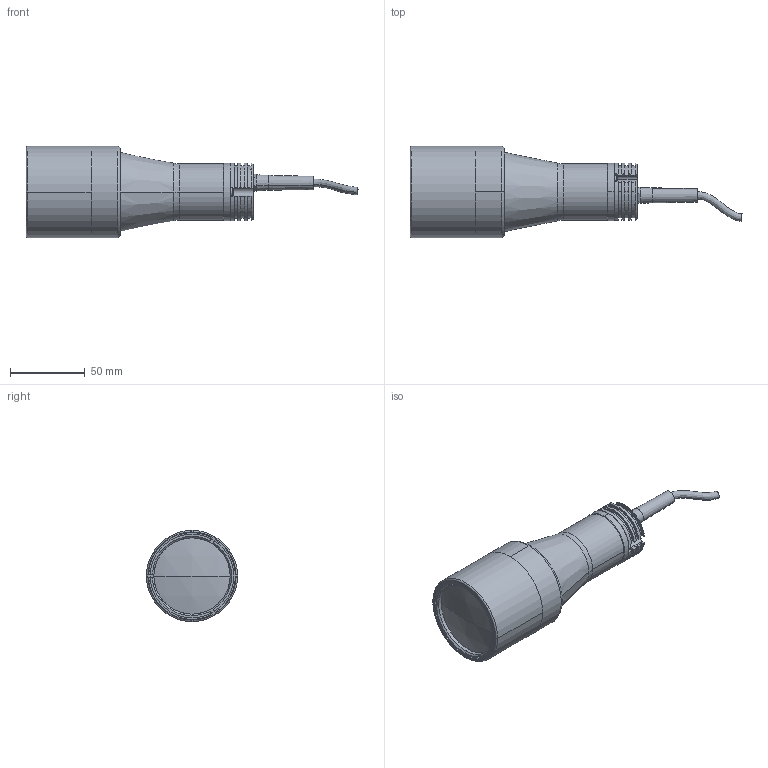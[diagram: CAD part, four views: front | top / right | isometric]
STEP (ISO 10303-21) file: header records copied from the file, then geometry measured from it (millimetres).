
FILE_DESCRIPTION (( 'STEP AP214' ), '1' );
FILE_NAME ('LTCLHP036.STEP', '2014-02-20T14:37:43', ( '' ), ( '' ), 'SwSTEP 2.0', 'SolidWorks 2013', '' );
FILE_SCHEMA (( 'AUTOMOTIVE_DESIGN' ));
Length unit declared in the file: millimetre
Products named in the file (1): LTCLHP036
Bounding box: 222.04 x 61 x 61 mm (x, y, z)
Surface area: 37692 mm2 (no closed solid volume)
Topology: 0 solids, 22 shells, 202 faces, 593 edges, 409 vertices
Faces by surface type: plane 95, cylinder 65, cone 20, torus 18, sphere 2, bspline 2
Entity records: 9115 total; most frequent: CARTESIAN_POINT 1393, DIRECTION 1237, ORIENTED_EDGE 988, EDGE_CURVE 589, AXIS2_PLACEMENT_3D 461, VERTEX_POINT 409, VECTOR 315, LINE 315
